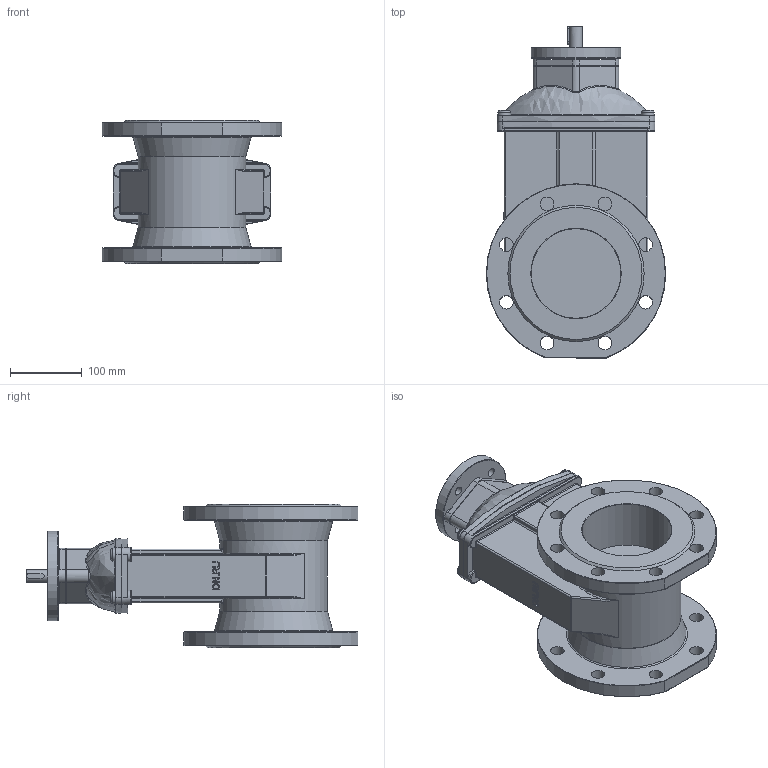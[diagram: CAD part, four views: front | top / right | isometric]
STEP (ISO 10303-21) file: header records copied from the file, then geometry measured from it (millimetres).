
FILE_DESCRIPTION(/* description */ (''),/* implementation_level */ '2;1');
FILE_NAME(/* name */ 'DN125_3D_STEP.stp',/* time_stamp */ '2025-07-09T21:31:16+03:00',/* author */ ('igorr'),/* organization */ (''),/* preprocessor_version */ 'ST-DEVELOPER v20',/* originating_system */ 'Autodesk Inventor 2025',/* authorisation */ '');
FILE_SCHEMA (('AUTOMOTIVE_DESIGN { 1 0 10303 214 3 1 1 }'));
Length unit declared in the file: millimetre
Products named in the file (3): Сборка_Чертежная; Деталь1; Rivet GB/T 1015-1986-8 X 14
Assembly tree (5 placements, depth 2):
  Сборка_Чертежная
    Деталь1
    Rivet GB/T 1015-1986-8 X 14  x4
Bounding box: 250 x 462.5 x 200 mm (x, y, z)
Volume: 6245746.9 mm3; surface area: 537101.3 mm2
Topology: 5 solids, 5 shells, 375 faces, 891 edges, 550 vertices
Faces by surface type: plane 124, cylinder 123, bspline 53, torus 47, cone 20, sphere 8
Full cylindrical faces by diameter (mm): 6.16 x4, 8 x4, 10 x8, 12 x4, 14.22 x4, 18 x5, 19 x16, 20 x2, 30 x1, 70 x1, 125 x3, 150 x1
Entity records: 12474 total; most frequent: CARTESIAN_POINT 4078, ORIENTED_EDGE 1632, DIRECTION 1629, EDGE_CURVE 816, AXIS2_PLACEMENT_3D 630, VERTEX_POINT 508, EDGE_LOOP 424, LINE 369
